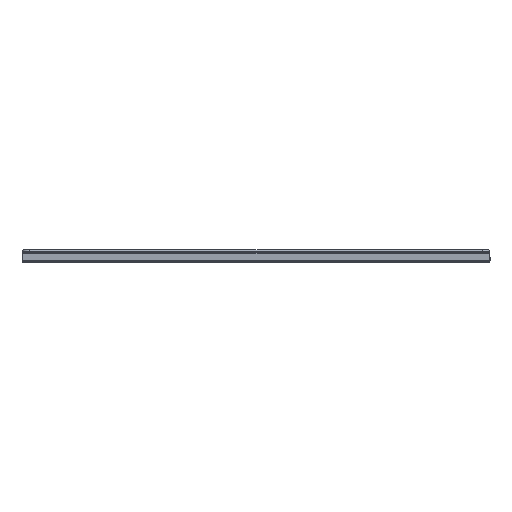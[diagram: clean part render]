
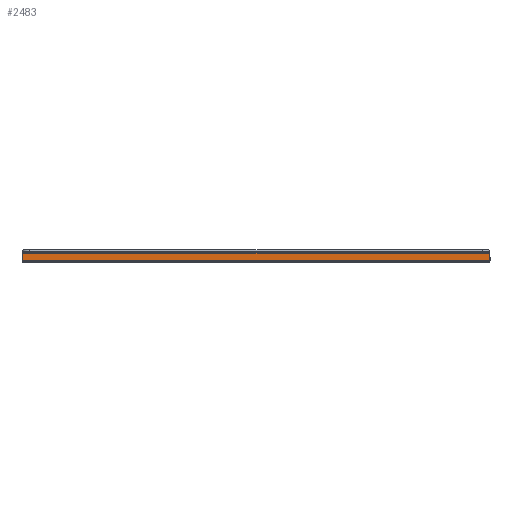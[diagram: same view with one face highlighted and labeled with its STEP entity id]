
A CAD part, left-side view. The second image highlights one B-rep face of the part: STEP entity #2483.
In plain terms, the highlighted planar face has unit normal (-1, 0, 0).
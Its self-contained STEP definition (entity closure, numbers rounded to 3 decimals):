
#9 = EDGE_CURVE ( 'NONE', #361, #1795, #4142, .T. ) ;
#16 = VERTEX_POINT ( 'NONE', #3202 ) ;
#17 = ORIENTED_EDGE ( 'NONE', *, *, #9, .T. ) ;
#184 = EDGE_CURVE ( 'NONE', #16, #3732, #4296, .T. ) ;
#263 = DIRECTION ( 'NONE',  ( 0., 0., 1. ) ) ;
#339 = EDGE_CURVE ( 'NONE', #3732, #1795, #2299, .T. ) ;
#361 = VERTEX_POINT ( 'NONE', #988 ) ;
#463 = CARTESIAN_POINT ( 'NONE',  ( 0., 1.141, 1. ) ) ;
#522 = VECTOR ( 'NONE', #263, 1000. ) ;
#988 = CARTESIAN_POINT ( 'NONE',  ( 0., 1.141, 14.5 ) ) ;
#1088 = CARTESIAN_POINT ( 'NONE',  ( 0., 0., 0. ) ) ;
#1377 = CARTESIAN_POINT ( 'NONE',  ( 0., 797.859, 14.5 ) ) ;
#1520 = DIRECTION ( 'NONE',  ( 0., 0., -1. ) ) ;
#1628 = FACE_OUTER_BOUND ( 'NONE', #3877, .T. ) ;
#1795 = VERTEX_POINT ( 'NONE', #1377 ) ;
#1798 = VECTOR ( 'NONE', #4708, 1000. ) ;
#1826 = VECTOR ( 'NONE', #2100, 1000. ) ;
#2100 = DIRECTION ( 'NONE',  ( 0., 0., 1. ) ) ;
#2299 = LINE ( 'NONE', #3121, #522 ) ;
#2483 = ADVANCED_FACE ( 'NONE', ( #1628 ), #4786, .F. ) ;
#2746 = CARTESIAN_POINT ( 'NONE',  ( 0., 797.859, 1. ) ) ;
#2830 = ORIENTED_EDGE ( 'NONE', *, *, #5270, .T. ) ;
#2872 = AXIS2_PLACEMENT_3D ( 'NONE', #1088, #5223, #1520 ) ;
#3059 = ORIENTED_EDGE ( 'NONE', *, *, #339, .F. ) ;
#3121 = CARTESIAN_POINT ( 'NONE',  ( 0., 797.859, 1. ) ) ;
#3202 = CARTESIAN_POINT ( 'NONE',  ( 0., 1.141, 1. ) ) ;
#3343 = ORIENTED_EDGE ( 'NONE', *, *, #184, .F. ) ;
#3732 = VERTEX_POINT ( 'NONE', #2746 ) ;
#3850 = CARTESIAN_POINT ( 'NONE',  ( 0., 799., 1. ) ) ;
#3877 = EDGE_LOOP ( 'NONE', ( #17, #3059, #3343, #2830 ) ) ;
#3949 = VECTOR ( 'NONE', #5324, 1000. ) ;
#4089 = CARTESIAN_POINT ( 'NONE',  ( 0., 1.707, 14.5 ) ) ;
#4142 = LINE ( 'NONE', #4089, #3949 ) ;
#4296 = LINE ( 'NONE', #3850, #1798 ) ;
#4504 = LINE ( 'NONE', #463, #1826 ) ;
#4708 = DIRECTION ( 'NONE',  ( 0., 1., 0. ) ) ;
#4786 = PLANE ( 'NONE',  #2872 ) ;
#5223 = DIRECTION ( 'NONE',  ( 1., 0., 0. ) ) ;
#5270 = EDGE_CURVE ( 'NONE', #16, #361, #4504, .T. ) ;
#5324 = DIRECTION ( 'NONE',  ( 0., 1., 0. ) ) ;
